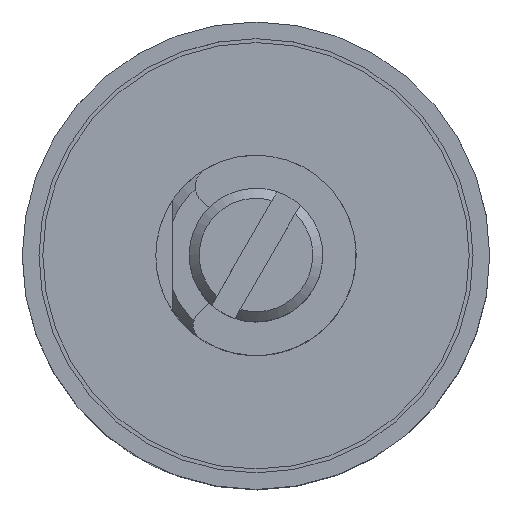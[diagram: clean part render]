
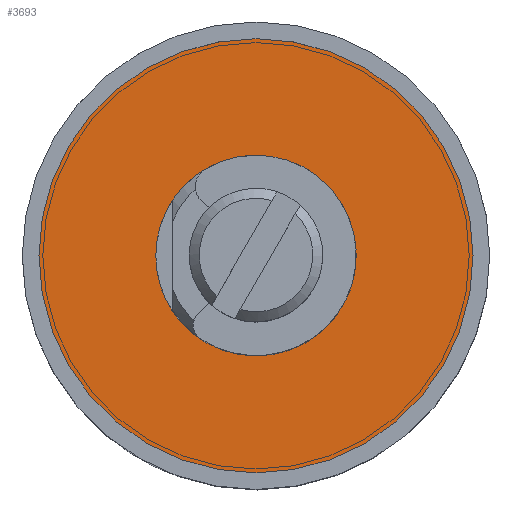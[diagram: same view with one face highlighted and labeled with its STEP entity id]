
A CAD part, top view. The second image highlights one B-rep face of the part: STEP entity #3693.
In plain terms, the highlighted planar face has unit normal (0, 0, 1).
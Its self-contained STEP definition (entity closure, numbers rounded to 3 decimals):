
#927 = DIRECTION ( 'NONE',  ( 0., 0., -1. ) ) ;
#1673 = VERTEX_POINT ( 'NONE', #8180 ) ;
#1910 = EDGE_CURVE ( 'NONE', #3078, #3078, #8031, .T. ) ;
#2316 = CARTESIAN_POINT ( 'NONE',  ( 0., 0., 0.5 ) ) ;
#2923 = ORIENTED_EDGE ( 'NONE', *, *, #9252, .T. ) ;
#3078 = VERTEX_POINT ( 'NONE', #4417 ) ;
#3373 = AXIS2_PLACEMENT_3D ( 'NONE', #2316, #3813, #9119 ) ;
#3567 = DIRECTION ( 'NONE',  ( 0., 0., 1. ) ) ;
#3668 = PLANE ( 'NONE',  #9620 ) ;
#3693 = ADVANCED_FACE ( 'NONE', ( #5168, #8239 ), #3668, .T. ) ;
#3714 = EDGE_LOOP ( 'NONE', ( #5833 ) ) ;
#3813 = DIRECTION ( 'NONE',  ( 0., 0., 1. ) ) ;
#4250 = AXIS2_PLACEMENT_3D ( 'NONE', #7107, #927, #7798 ) ;
#4417 = CARTESIAN_POINT ( 'NONE',  ( -3., 0., 0.5 ) ) ;
#5168 = FACE_BOUND ( 'NONE', #3714, .T. ) ;
#5645 = EDGE_LOOP ( 'NONE', ( #2923 ) ) ;
#5833 = ORIENTED_EDGE ( 'NONE', *, *, #1910, .T. ) ;
#7107 = CARTESIAN_POINT ( 'NONE',  ( 0., 0., 0.5 ) ) ;
#7798 = DIRECTION ( 'NONE',  ( -1., 0., 0. ) ) ;
#8031 = CIRCLE ( 'NONE', #4250, 3. ) ;
#8180 = CARTESIAN_POINT ( 'NONE',  ( 6.5, 0., 0.5 ) ) ;
#8221 = CARTESIAN_POINT ( 'NONE',  ( 3., 0., 0.5 ) ) ;
#8239 = FACE_OUTER_BOUND ( 'NONE', #5645, .T. ) ;
#8976 = DIRECTION ( 'NONE',  ( 1., 0., 0. ) ) ;
#9119 = DIRECTION ( 'NONE',  ( 1., 0., 0. ) ) ;
#9124 = CIRCLE ( 'NONE', #3373, 6.5 ) ;
#9252 = EDGE_CURVE ( 'NONE', #1673, #1673, #9124, .T. ) ;
#9620 = AXIS2_PLACEMENT_3D ( 'NONE', #8221, #3567, #8976 ) ;
